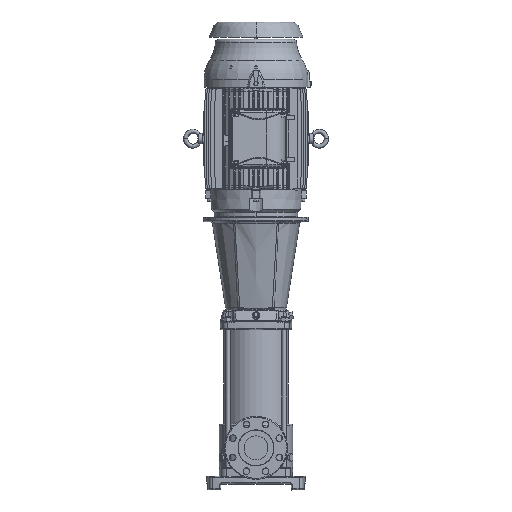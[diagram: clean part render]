
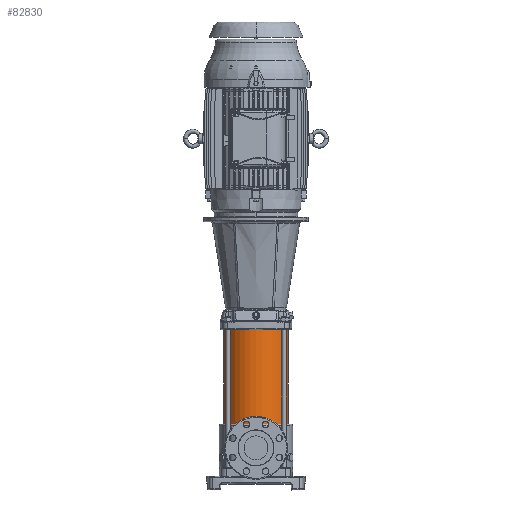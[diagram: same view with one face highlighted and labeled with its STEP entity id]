
A CAD part, top view. The second image highlights one B-rep face of the part: STEP entity #82830.
In plain terms, the highlighted cylindrical face has radius 108 mm (diameter 216 mm), a partial arc.
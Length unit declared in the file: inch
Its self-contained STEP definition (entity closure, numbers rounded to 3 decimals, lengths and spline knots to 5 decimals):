
#1148 = DIRECTION ( 'NONE',  ( 0., 0., 1. ) ) ;
#1744 = DIRECTION ( 'NONE',  ( 0., -1., 0. ) ) ;
#2994 = AXIS2_PLACEMENT_3D ( 'NONE', #101715, #1744, #1148 ) ;
#3415 = EDGE_CURVE ( 'NONE', #7206, #93324, #5460, .T. ) ;
#5460 = CIRCLE ( 'NONE', #28596, 4.25197 ) ;
#5480 = AXIS2_PLACEMENT_3D ( 'NONE', #118539, #27532, #37766 ) ;
#7206 = VERTEX_POINT ( 'NONE', #74955 ) ;
#7407 = VERTEX_POINT ( 'NONE', #20728 ) ;
#9807 = ORIENTED_EDGE ( 'NONE', *, *, #14749, .F. ) ;
#12796 = CARTESIAN_POINT ( 'NONE',  ( 0., 2.55906, 4.25197 ) ) ;
#14259 = EDGE_CURVE ( 'NONE', #7407, #19364, #89474, .T. ) ;
#14749 = EDGE_CURVE ( 'NONE', #7206, #19364, #73875, .T. ) ;
#19364 = VERTEX_POINT ( 'NONE', #106768 ) ;
#20728 = CARTESIAN_POINT ( 'NONE',  ( 0., 14.97244, 4.25197 ) ) ;
#27532 = DIRECTION ( 'NONE',  ( 0., 1., 0. ) ) ;
#28596 = AXIS2_PLACEMENT_3D ( 'NONE', #111585, #97616, #41046 ) ;
#29069 = VECTOR ( 'NONE', #59919, 39.37008 ) ;
#37766 = DIRECTION ( 'NONE',  ( 0., 0., 1. ) ) ;
#41046 = DIRECTION ( 'NONE',  ( 0., 0., 1. ) ) ;
#43027 = CARTESIAN_POINT ( 'NONE',  ( 0., 2.55906, 4.25197 ) ) ;
#49852 = ORIENTED_EDGE ( 'NONE', *, *, #3415, .T. ) ;
#59919 = DIRECTION ( 'NONE',  ( 0., 1., 0. ) ) ;
#64629 = ORIENTED_EDGE ( 'NONE', *, *, #93124, .T. ) ;
#73875 = LINE ( 'NONE', #93724, #81910 ) ;
#74955 = CARTESIAN_POINT ( 'NONE',  ( 0., 2.55906, -4.25197 ) ) ;
#78575 = LINE ( 'NONE', #43027, #29069 ) ;
#81910 = VECTOR ( 'NONE', #110657, 39.37008 ) ;
#82330 = CYLINDRICAL_SURFACE ( 'NONE', #5480, 4.25197 ) ;
#82830 = ADVANCED_FACE ( 'NONE', ( #100987 ), #82330, .T. ) ;
#89474 = CIRCLE ( 'NONE', #2994, 4.25197 ) ;
#93124 = EDGE_CURVE ( 'NONE', #93324, #7407, #78575, .T. ) ;
#93324 = VERTEX_POINT ( 'NONE', #12796 ) ;
#93724 = CARTESIAN_POINT ( 'NONE',  ( 0., 2.55906, -4.25197 ) ) ;
#96405 = EDGE_LOOP ( 'NONE', ( #9807, #49852, #64629, #119020 ) ) ;
#97616 = DIRECTION ( 'NONE',  ( 0., 1., 0. ) ) ;
#100987 = FACE_OUTER_BOUND ( 'NONE', #96405, .T. ) ;
#101715 = CARTESIAN_POINT ( 'NONE',  ( 0., 14.97244, 0. ) ) ;
#106768 = CARTESIAN_POINT ( 'NONE',  ( 0., 14.97244, -4.25197 ) ) ;
#110657 = DIRECTION ( 'NONE',  ( 0., 1., 0. ) ) ;
#111585 = CARTESIAN_POINT ( 'NONE',  ( 0., 2.55906, 0. ) ) ;
#118539 = CARTESIAN_POINT ( 'NONE',  ( 0., 2.55906, 0. ) ) ;
#119020 = ORIENTED_EDGE ( 'NONE', *, *, #14259, .T. ) ;
